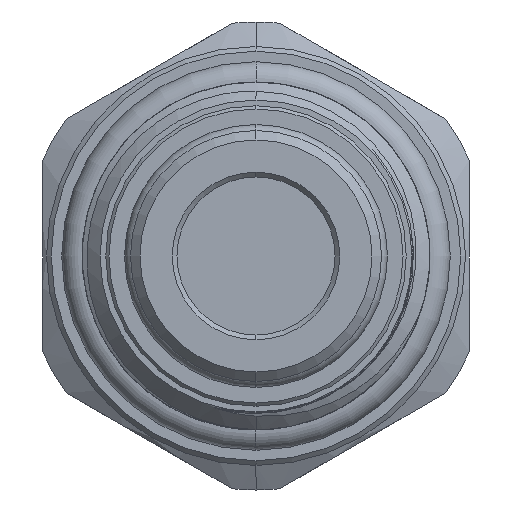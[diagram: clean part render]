
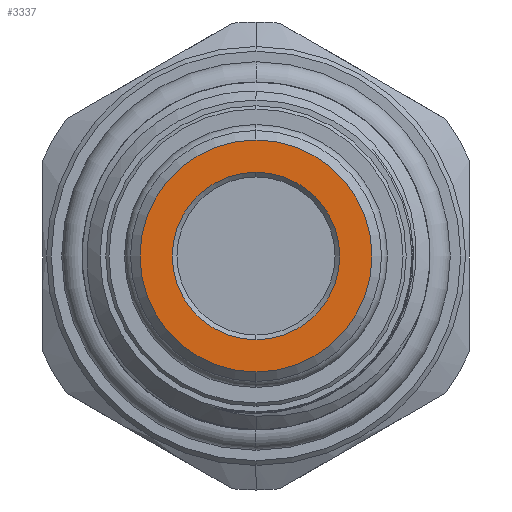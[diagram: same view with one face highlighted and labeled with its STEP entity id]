
A CAD part, left-side view. The second image highlights one B-rep face of the part: STEP entity #3337.
In plain terms, the highlighted planar face has unit normal (-1, 0, 0).
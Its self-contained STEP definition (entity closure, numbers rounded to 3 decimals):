
#855 = CARTESIAN_POINT ( 'NONE',  ( -21.05, 0., 0. ) ) ;
#3337 = ADVANCED_FACE ( 'NONE', ( #25150, #17353 ), #16427, .F. ) ;
#3341 = EDGE_CURVE ( 'NONE', #10503, #23292, #19495, .T. ) ;
#4751 = EDGE_CURVE ( 'NONE', #25609, #35483, #24230, .T. ) ;
#5329 = ORIENTED_EDGE ( 'NONE', *, *, #3341, .F. ) ;
#5431 = CARTESIAN_POINT ( 'NONE',  ( -21.05, 0., -7.335 ) ) ;
#6741 = CARTESIAN_POINT ( 'NONE',  ( -21.05, 0., 0. ) ) ;
#7093 = CARTESIAN_POINT ( 'NONE',  ( -21.05, 0., 0. ) ) ;
#7162 = ORIENTED_EDGE ( 'NONE', *, *, #9382, .F. ) ;
#7303 = CIRCLE ( 'NONE', #15203, 5.3 ) ;
#9372 = CARTESIAN_POINT ( 'NONE',  ( -21.05, 0., 0. ) ) ;
#9382 = EDGE_CURVE ( 'NONE', #23292, #10503, #28298, .T. ) ;
#10503 = VERTEX_POINT ( 'NONE', #5431 ) ;
#10949 = EDGE_LOOP ( 'NONE', ( #5329, #7162 ) ) ;
#12025 = DIRECTION ( 'NONE',  ( 1., 0., 0. ) ) ;
#12181 = DIRECTION ( 'NONE',  ( 1., 0., 0. ) ) ;
#14340 = DIRECTION ( 'NONE',  ( 0., 0., -1. ) ) ;
#15203 = AXIS2_PLACEMENT_3D ( 'NONE', #7093, #26050, #26517 ) ;
#15228 = ORIENTED_EDGE ( 'NONE', *, *, #33504, .T. ) ;
#16427 = PLANE ( 'NONE',  #32736 ) ;
#16678 = AXIS2_PLACEMENT_3D ( 'NONE', #855, #12025, #14340 ) ;
#17353 = FACE_OUTER_BOUND ( 'NONE', #10949, .T. ) ;
#18092 = CARTESIAN_POINT ( 'NONE',  ( -21.05, 7.335, 0. ) ) ;
#18467 = DIRECTION ( 'NONE',  ( 1., 0., 0. ) ) ;
#19495 = CIRCLE ( 'NONE', #16678, 7.335 ) ;
#20488 = DIRECTION ( 'NONE',  ( 1., 0., 0. ) ) ;
#20651 = AXIS2_PLACEMENT_3D ( 'NONE', #6741, #20488, #20723 ) ;
#20674 = EDGE_LOOP ( 'NONE', ( #15228, #32155 ) ) ;
#20723 = DIRECTION ( 'NONE',  ( 0., 0., -1. ) ) ;
#21781 = CARTESIAN_POINT ( 'NONE',  ( -21.05, 0., -5.3 ) ) ;
#23292 = VERTEX_POINT ( 'NONE', #30029 ) ;
#24230 = CIRCLE ( 'NONE', #20651, 5.3 ) ;
#25150 = FACE_BOUND ( 'NONE', #20674, .T. ) ;
#25609 = VERTEX_POINT ( 'NONE', #21781 ) ;
#26050 = DIRECTION ( 'NONE',  ( 1., 0., 0. ) ) ;
#26517 = DIRECTION ( 'NONE',  ( 0., 0., -1. ) ) ;
#28298 = CIRCLE ( 'NONE', #28399, 7.335 ) ;
#28399 = AXIS2_PLACEMENT_3D ( 'NONE', #9372, #12181, #34522 ) ;
#30029 = CARTESIAN_POINT ( 'NONE',  ( -21.05, 0., 7.335 ) ) ;
#30089 = DIRECTION ( 'NONE',  ( 0., 0., -1. ) ) ;
#32155 = ORIENTED_EDGE ( 'NONE', *, *, #4751, .T. ) ;
#32157 = CARTESIAN_POINT ( 'NONE',  ( -21.05, 0., 5.3 ) ) ;
#32736 = AXIS2_PLACEMENT_3D ( 'NONE', #18092, #18467, #30089 ) ;
#33504 = EDGE_CURVE ( 'NONE', #35483, #25609, #7303, .T. ) ;
#34522 = DIRECTION ( 'NONE',  ( 0., 0., -1. ) ) ;
#35483 = VERTEX_POINT ( 'NONE', #32157 ) ;
